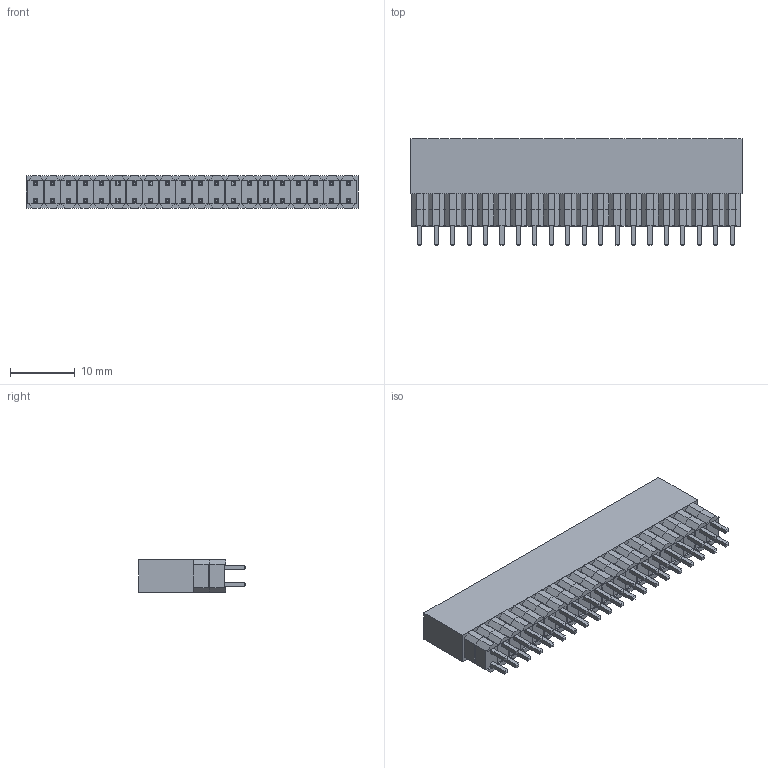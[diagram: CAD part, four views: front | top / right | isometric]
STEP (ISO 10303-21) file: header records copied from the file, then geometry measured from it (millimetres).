
FILE_DESCRIPTION(/* description */ (''),/* implementation_level */ '2;1');
FILE_NAME(/* name */ 'PRT-14017.stp',/* time_stamp */ '2022-09-26T10:17:41-05:00',/* author */ ('Zach'),/* organization */ (''),/* preprocessor_version */ 'ST-DEVELOPER v18.1',/* originating_system */ 'Autodesk Inventor 2022',/* authorisation */ '');
FILE_SCHEMA (('AUTOMOTIVE_DESIGN { 1 0 10303 214 3 1 1 }'));
Length unit declared in the file: millimetre
Products named in the file (1): 125-00062 Rev A
Bounding box: 51.3 x 16.5 x 5 mm (x, y, z)
Volume: 3092.9 mm3; surface area: 5720.5 mm2
Topology: 81 solids, 81 shells, 1646 faces, 3852 edges, 2408 vertices
Faces by surface type: plane 1646
Entity records: 45657 total; most frequent: CARTESIAN_POINT 7907, ORIENTED_EDGE 7704, DIRECTION 7146, LINE 3852, VECTOR 3852, EDGE_CURVE 3852, VERTEX_POINT 2408, EDGE_LOOP 1846
